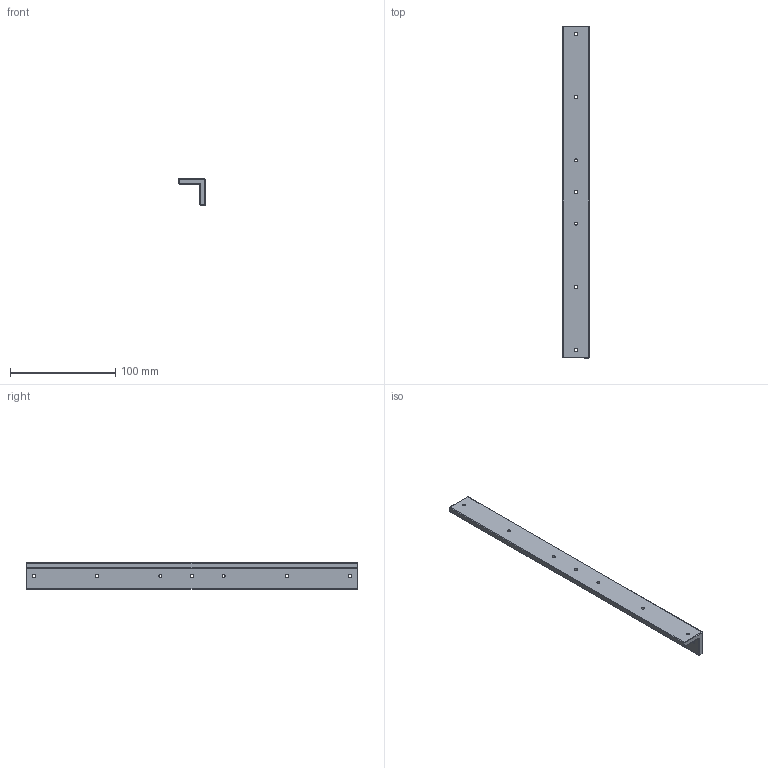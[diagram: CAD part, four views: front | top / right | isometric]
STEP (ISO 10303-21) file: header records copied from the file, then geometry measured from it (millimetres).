
FILE_DESCRIPTION(/* description */ (''),/* implementation_level */ '2;1');
FILE_NAME(/* name */ 'SNAPbracket.stp',/* time_stamp */ '2017-02-06T11:07:42+02:00',/* author */ ('acro'),/* organization */ (''),/* preprocessor_version */ 'ST-DEVELOPER v16.5',/* originating_system */ 'Autodesk Inventor 2017',/* authorisation */ '');
FILE_SCHEMA (('AUTOMOTIVE_DESIGN { 1 0 10303 214 3 1 1 }'));
Length unit declared in the file: inch
Products named in the file (2): SNAPbracket; Solid1_1
Assembly tree (1 placements, depth 2):
  SNAPbracket
    Solid1_1
Bounding box: 25 x 315 x 25 mm (x, y, z)
Volume: 70302.1 mm3; surface area: 31963.2 mm2
Topology: 1 solids, 1 shells, 52 faces, 117 edges, 67 vertices
Faces by surface type: cylinder 32, sphere 10, plane 8, torus 2
Full cylindrical faces by diameter (mm): 3 x14
Entity records: 1478 total; most frequent: DIRECTION 278, CARTESIAN_POINT 223, ORIENTED_EDGE 204, AXIS2_PLACEMENT_3D 121, EDGE_CURVE 102, EDGE_LOOP 94, CIRCLE 66, VERTEX_POINT 66
